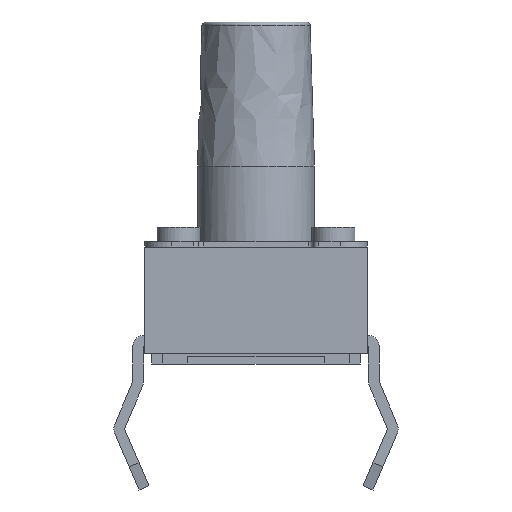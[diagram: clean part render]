
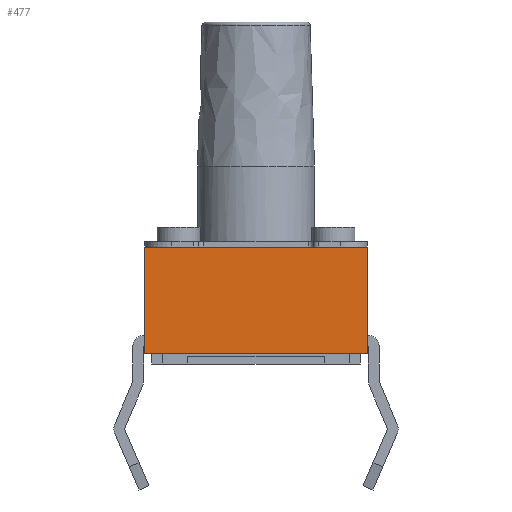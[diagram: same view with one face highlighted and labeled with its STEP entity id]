
A CAD part, front view. The second image highlights one B-rep face of the part: STEP entity #477.
In plain terms, the highlighted planar face has unit normal (0, -1, 0).
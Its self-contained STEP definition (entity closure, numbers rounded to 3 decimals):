
#477 = ADVANCED_FACE( '', ( #988 ), #989, .F. );
#988 = FACE_OUTER_BOUND( '', #2178, .T. );
#989 = PLANE( '', #2179 );
#2178 = EDGE_LOOP( '', ( #3594, #3595, #3596, #3597 ) );
#2179 = AXIS2_PLACEMENT_3D( '', #3598, #3599, #3600 );
#3594 = ORIENTED_EDGE( '', *, *, #4334, .F. );
#3595 = ORIENTED_EDGE( '', *, *, #4020, .F. );
#3596 = ORIENTED_EDGE( '', *, *, #4197, .F. );
#3597 = ORIENTED_EDGE( '', *, *, #4471, .T. );
#3598 = CARTESIAN_POINT( '', ( -3.1, -3.1, 3.25 ) );
#3599 = DIRECTION( '', ( 0., 1., 0. ) );
#3600 = DIRECTION( '', ( 0., 0., 1. ) );
#4020 = EDGE_CURVE( '', #4762, #4764, #4765, .T. );
#4197 = EDGE_CURVE( '', #5052, #4762, #5054, .T. );
#4334 = EDGE_CURVE( '', #4764, #5250, #5251, .T. );
#4471 = EDGE_CURVE( '', #5052, #5250, #5414, .T. );
#4762 = VERTEX_POINT( '', #5801 );
#4764 = VERTEX_POINT( '', #5804 );
#4765 = LINE( '', #5805, #5806 );
#5052 = VERTEX_POINT( '', #6566 );
#5054 = LINE( '', #6569, #6570 );
#5250 = VERTEX_POINT( '', #6844 );
#5251 = LINE( '', #6845, #6846 );
#5414 = LINE( '', #7078, #7079 );
#5801 = CARTESIAN_POINT( '', ( 3.1, -3.1, 3.25 ) );
#5804 = CARTESIAN_POINT( '', ( 3.1, -3.1, 0.3 ) );
#5805 = CARTESIAN_POINT( '', ( 3.1, -3.1, 3.25 ) );
#5806 = VECTOR( '', #7281, 1000. );
#6566 = CARTESIAN_POINT( '', ( -3.1, -3.1, 3.25 ) );
#6569 = CARTESIAN_POINT( '', ( -3.1, -3.1, 3.25 ) );
#6570 = VECTOR( '', #7485, 1000. );
#6844 = CARTESIAN_POINT( '', ( -3.1, -3.1, 0.3 ) );
#6845 = CARTESIAN_POINT( '', ( 3.1, -3.1, 0.3 ) );
#6846 = VECTOR( '', #7663, 1000. );
#7078 = CARTESIAN_POINT( '', ( -3.1, -3.1, 3.25 ) );
#7079 = VECTOR( '', #7769, 1000. );
#7281 = DIRECTION( '', ( 0., 0., -1. ) );
#7485 = DIRECTION( '', ( 1., 0., 0. ) );
#7663 = DIRECTION( '', ( -1., 0., 0. ) );
#7769 = DIRECTION( '', ( 0., 0., -1. ) );
